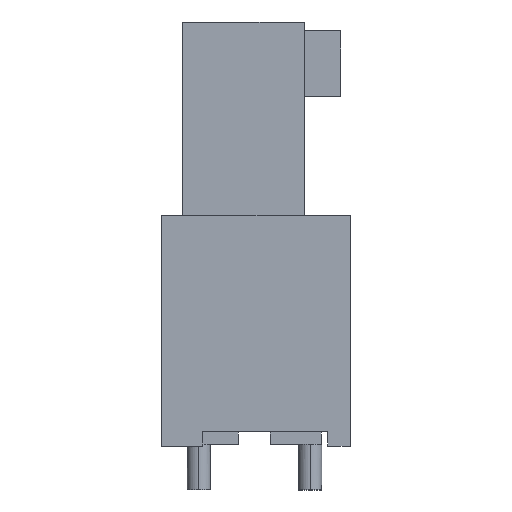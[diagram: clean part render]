
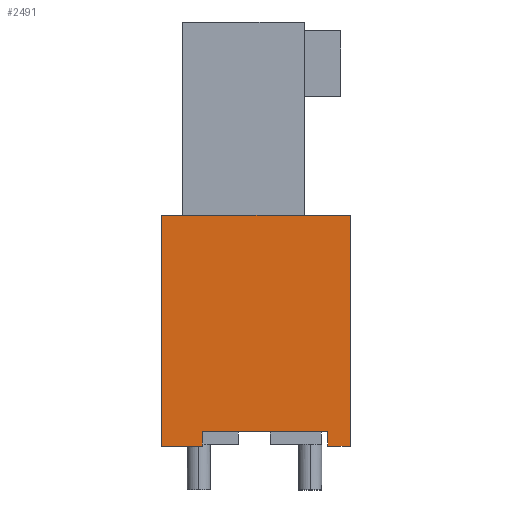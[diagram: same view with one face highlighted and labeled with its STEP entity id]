
A CAD part, left-side view. The second image highlights one B-rep face of the part: STEP entity #2491.
In plain terms, the highlighted planar face has unit normal (-1, 0, 0).
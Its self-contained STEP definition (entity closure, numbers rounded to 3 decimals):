
#2479=AXIS2_PLACEMENT_3D('Plane Axis2P3D',#2476,#2477,#2478) ;
#42=CARTESIAN_POINT('Vertex',(0.,0.,1.5)) ;
#45=CARTESIAN_POINT('Line Origine',(0.,0.39,1.5)) ;
#49=CARTESIAN_POINT('Vertex',(0.,0.78,1.5)) ;
#88=CARTESIAN_POINT('Vertex',(0.,0.,9.4)) ;
#93=CARTESIAN_POINT('Line Origine',(0.,0.,5.45)) ;
#428=CARTESIAN_POINT('Line Origine',(0.,0.78,1.75)) ;
#432=CARTESIAN_POINT('Vertex',(0.,0.78,2.)) ;
#1032=CARTESIAN_POINT('Line Origine',(0.,6.45,5.45)) ;
#1036=CARTESIAN_POINT('Vertex',(0.,6.45,9.4)) ;
#1038=CARTESIAN_POINT('Vertex',(0.,6.45,1.5)) ;
#1717=CARTESIAN_POINT('Vertex',(0.,5.057,1.5)) ;
#1720=CARTESIAN_POINT('Line Origine',(0.,5.754,1.5)) ;
#1746=CARTESIAN_POINT('Vertex',(0.,5.057,2.)) ;
#1749=CARTESIAN_POINT('Line Origine',(0.,5.057,1.75)) ;
#2018=CARTESIAN_POINT('Line Origine',(0.,2.919,2.)) ;
#2036=CARTESIAN_POINT('Line Origine',(0.,3.225,9.4)) ;
#2476=CARTESIAN_POINT('Axis2P3D Location',(0.,6.23,9.4)) ;
#46=DIRECTION('Vector Direction',(0.,1.,0.)) ;
#94=DIRECTION('Vector Direction',(0.,0.,-1.)) ;
#429=DIRECTION('Vector Direction',(0.,0.,-1.)) ;
#1033=DIRECTION('Vector Direction',(0.,0.,-1.)) ;
#1721=DIRECTION('Vector Direction',(0.,1.,0.)) ;
#1750=DIRECTION('Vector Direction',(0.,0.,-1.)) ;
#2019=DIRECTION('Vector Direction',(0.,1.,0.)) ;
#2037=DIRECTION('Vector Direction',(0.,1.,0.)) ;
#2477=DIRECTION('Axis2P3D Direction',(-1.,0.,0.)) ;
#2478=DIRECTION('Axis2P3D XDirection',(0.,1.,0.)) ;
#47=VECTOR('Line Direction',#46,1.) ;
#95=VECTOR('Line Direction',#94,1.) ;
#430=VECTOR('Line Direction',#429,1.) ;
#1034=VECTOR('Line Direction',#1033,1.) ;
#1722=VECTOR('Line Direction',#1721,1.) ;
#1751=VECTOR('Line Direction',#1750,1.) ;
#2020=VECTOR('Line Direction',#2019,1.) ;
#2038=VECTOR('Line Direction',#2037,1.) ;
#2482=ORIENTED_EDGE('',*,*,#2022,.F.) ;
#2483=ORIENTED_EDGE('',*,*,#434,.T.) ;
#2484=ORIENTED_EDGE('',*,*,#51,.F.) ;
#2485=ORIENTED_EDGE('',*,*,#97,.F.) ;
#2486=ORIENTED_EDGE('',*,*,#2040,.F.) ;
#2487=ORIENTED_EDGE('',*,*,#1040,.T.) ;
#2488=ORIENTED_EDGE('',*,*,#1724,.F.) ;
#2489=ORIENTED_EDGE('',*,*,#1753,.F.) ;
#2491=ADVANCED_FACE('HOUSING',(#2490),#2480,.T.) ;
#51=EDGE_CURVE('',#43,#50,#48,.T.) ;
#97=EDGE_CURVE('',#89,#43,#96,.T.) ;
#434=EDGE_CURVE('',#433,#50,#431,.T.) ;
#1040=EDGE_CURVE('',#1037,#1039,#1035,.T.) ;
#1724=EDGE_CURVE('',#1718,#1039,#1723,.T.) ;
#1753=EDGE_CURVE('',#1747,#1718,#1752,.T.) ;
#2022=EDGE_CURVE('',#433,#1747,#2021,.T.) ;
#2040=EDGE_CURVE('',#1037,#89,#2039,.F.) ;
#2481=EDGE_LOOP('',(#2482,#2483,#2484,#2485,#2486,#2487,#2488,#2489)) ;
#2490=FACE_OUTER_BOUND('',#2481,.T.) ;
#48=LINE('Line',#45,#47) ;
#96=LINE('Line',#93,#95) ;
#431=LINE('Line',#428,#430) ;
#1035=LINE('Line',#1032,#1034) ;
#1723=LINE('Line',#1720,#1722) ;
#1752=LINE('Line',#1749,#1751) ;
#2021=LINE('Line',#2018,#2020) ;
#2039=LINE('Line',#2036,#2038) ;
#2480=PLANE('',#2479) ;
#43=VERTEX_POINT('',#42) ;
#50=VERTEX_POINT('',#49) ;
#89=VERTEX_POINT('',#88) ;
#433=VERTEX_POINT('',#432) ;
#1037=VERTEX_POINT('',#1036) ;
#1039=VERTEX_POINT('',#1038) ;
#1718=VERTEX_POINT('',#1717) ;
#1747=VERTEX_POINT('',#1746) ;
